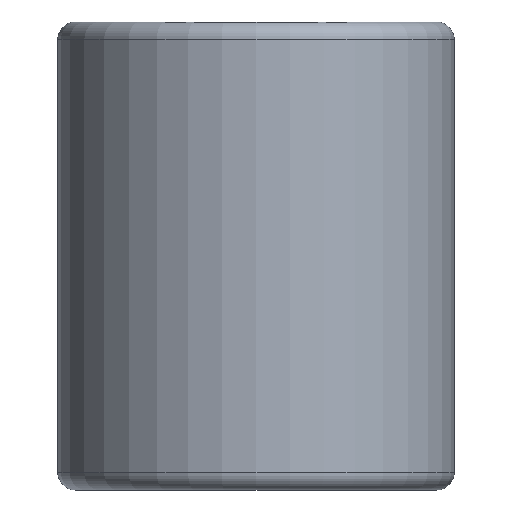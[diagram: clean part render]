
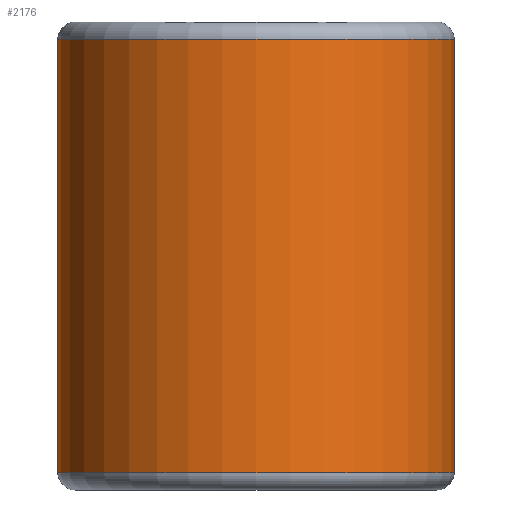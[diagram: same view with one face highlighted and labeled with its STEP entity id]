
A CAD part, front view. The second image highlights one B-rep face of the part: STEP entity #2176.
In plain terms, the highlighted cylindrical face has radius 8.712 mm (diameter 17.424 mm), a partial arc.
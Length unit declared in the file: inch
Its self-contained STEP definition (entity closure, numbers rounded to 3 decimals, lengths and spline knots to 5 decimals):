
#161 = ORIENTED_EDGE ( 'NONE', *, *, #1247, .F. ) ;
#184 = CARTESIAN_POINT ( 'NONE',  ( 0.281, -1.125, 0. ) ) ;
#223 = CARTESIAN_POINT ( 'NONE',  ( 0.281, -1.125, -0.375 ) ) ;
#228 = VECTOR ( 'NONE', #1944, 39.37008 ) ;
#262 = VERTEX_POINT ( 'NONE', #1447 ) ;
#307 = AXIS2_PLACEMENT_3D ( 'NONE', #184, #997, #391 ) ;
#309 = CARTESIAN_POINT ( 'NONE',  ( 0.281, -1.125, 0.375 ) ) ;
#355 = EDGE_CURVE ( 'NONE', #799, #584, #1750, .T. ) ;
#391 = DIRECTION ( 'NONE',  ( 1., 0., 0. ) ) ;
#424 = CARTESIAN_POINT ( 'NONE',  ( 0.624, -1.125, -0.375 ) ) ;
#427 = CIRCLE ( 'NONE', #1070, 0.343 ) ;
#434 = DIRECTION ( 'NONE',  ( 1., 0., 0. ) ) ;
#454 = ORIENTED_EDGE ( 'NONE', *, *, #819, .T. ) ;
#468 = ORIENTED_EDGE ( 'NONE', *, *, #1072, .T. ) ;
#501 = VERTEX_POINT ( 'NONE', #2396 ) ;
#524 = DIRECTION ( 'NONE',  ( 1., 0., 0. ) ) ;
#584 = VERTEX_POINT ( 'NONE', #1483 ) ;
#639 = VECTOR ( 'NONE', #2068, 39.37008 ) ;
#716 = CYLINDRICAL_SURFACE ( 'NONE', #307, 0.343 ) ;
#777 = EDGE_LOOP ( 'NONE', ( #454, #1885, #161, #468 ) ) ;
#782 = LINE ( 'NONE', #1536, #228 ) ;
#799 = VERTEX_POINT ( 'NONE', #424 ) ;
#815 = AXIS2_PLACEMENT_3D ( 'NONE', #309, #1761, #524 ) ;
#819 = EDGE_CURVE ( 'NONE', #501, #799, #427, .T. ) ;
#997 = DIRECTION ( 'NONE',  ( 0., 0., 1. ) ) ;
#1060 = CIRCLE ( 'NONE', #815, 0.343 ) ;
#1070 = AXIS2_PLACEMENT_3D ( 'NONE', #223, #1674, #434 ) ;
#1072 = EDGE_CURVE ( 'NONE', #262, #501, #782, .T. ) ;
#1247 = EDGE_CURVE ( 'NONE', #262, #584, #1060, .T. ) ;
#1447 = CARTESIAN_POINT ( 'NONE',  ( -0.062, -1.125, 0.375 ) ) ;
#1483 = CARTESIAN_POINT ( 'NONE',  ( 0.624, -1.125, 0.375 ) ) ;
#1536 = CARTESIAN_POINT ( 'NONE',  ( -0.062, -1.125, 0.375 ) ) ;
#1632 = CARTESIAN_POINT ( 'NONE',  ( 0.624, -1.125, 0. ) ) ;
#1674 = DIRECTION ( 'NONE',  ( 0., 0., 1. ) ) ;
#1750 = LINE ( 'NONE', #1632, #639 ) ;
#1761 = DIRECTION ( 'NONE',  ( 0., 0., 1. ) ) ;
#1885 = ORIENTED_EDGE ( 'NONE', *, *, #355, .T. ) ;
#1944 = DIRECTION ( 'NONE',  ( 0., 0., -1. ) ) ;
#2068 = DIRECTION ( 'NONE',  ( 0., 0., 1. ) ) ;
#2079 = FACE_OUTER_BOUND ( 'NONE', #777, .T. ) ;
#2176 = ADVANCED_FACE ( 'NONE', ( #2079 ), #716, .T. ) ;
#2396 = CARTESIAN_POINT ( 'NONE',  ( -0.062, -1.125, -0.375 ) ) ;
